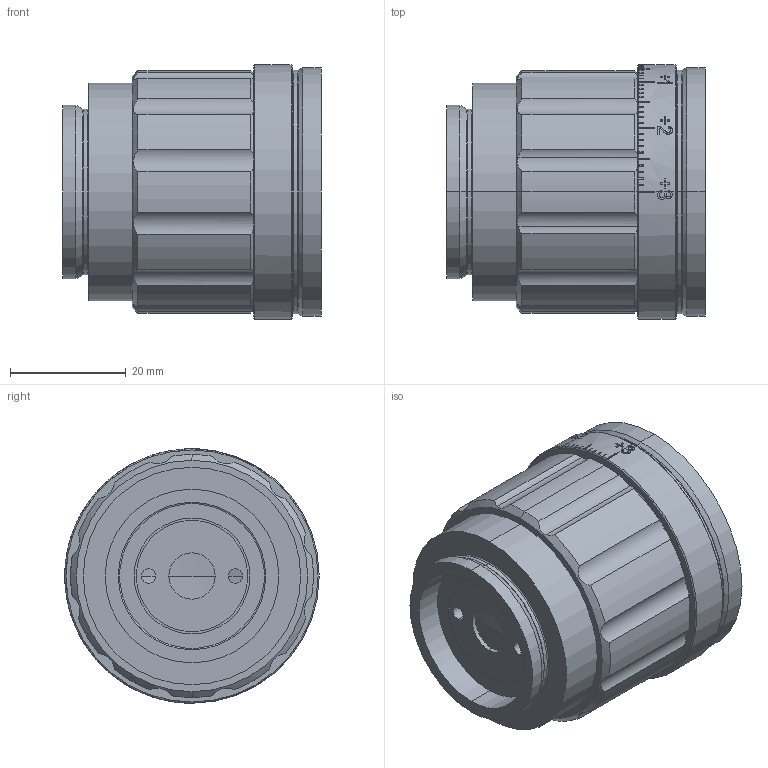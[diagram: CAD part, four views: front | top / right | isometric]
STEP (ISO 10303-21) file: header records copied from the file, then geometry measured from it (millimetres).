
FILE_DESCRIPTION (( 'STEP AP203' ), '1' );
FILE_NAME ('S6EXK0030_121_01.STEP', '2015-07-08T11:11:16', ( '' ), ( '' ), 'SwSTEP 2.0', 'SolidWorks 2014', '' );
FILE_SCHEMA (( 'CONFIG_CONTROL_DESIGN' ));
Length unit declared in the file: millimetre
Products named in the file (1): S6EXK0030_121_01
Bounding box: 44.7 x 44 x 44 mm (x, y, z)
Surface area: 11597.2 mm2 (no closed solid volume)
Topology: 0 solids, 10 shells, 399 faces, 1434 edges, 982 vertices
Faces by surface type: plane 240, cylinder 71, bspline 51, cone 25, torus 8, sphere 4
Entity records: 23196 total; most frequent: CARTESIAN_POINT 11857, ORIENTED_EDGE 2399, DIRECTION 2025, EDGE_CURVE 1434, VERTEX_POINT 982, AXIS2_PLACEMENT_3D 698, LINE 629, VECTOR 629
